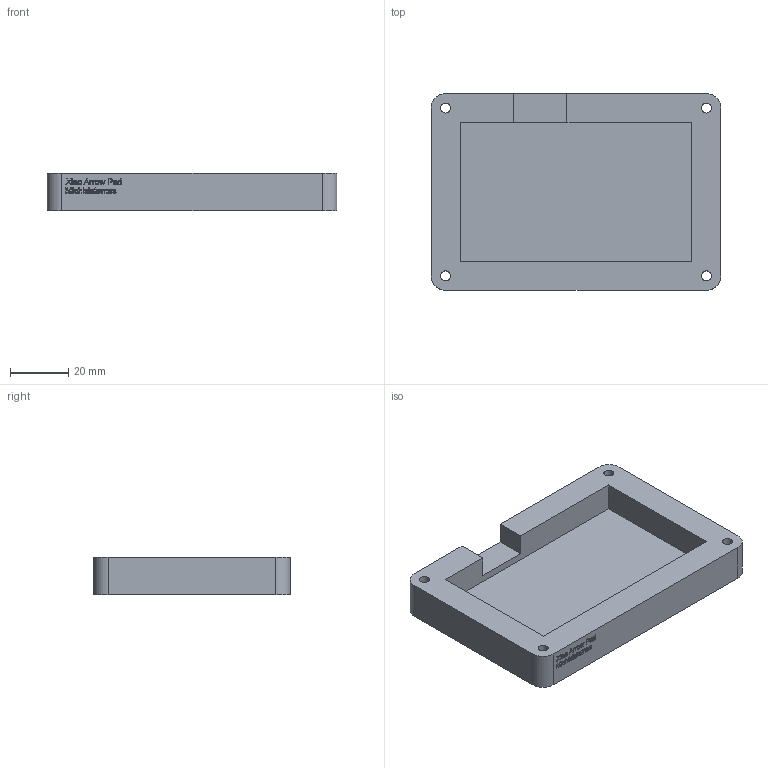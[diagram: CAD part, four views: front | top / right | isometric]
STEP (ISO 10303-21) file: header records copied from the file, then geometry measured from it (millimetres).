
FILE_DESCRIPTION(/* description */ (''),/* implementation_level */ '2;1');
FILE_NAME(/* name */ 'Xiao Arrow Pad - BOTTOM.step',/* time_stamp */ '2026-01-26T23:35:43-05:00',/* author */ (''),/* organization */ (''),/* preprocessor_version */ 'ST-DEVELOPER v20.1',/* originating_system */ 'Autodesk Translation Framework v14.24.0.0',/* authorisation */ '');
FILE_SCHEMA (('AUTOMOTIVE_DESIGN { 1 0 10303 214 3 1 1 }'));
Length unit declared in the file: millimetre
Products named in the file (1): 2026-01-21-12-28-23-423
Bounding box: 99.73 x 67.71 x 13 mm (x, y, z)
Volume: 47356 mm3; surface area: 20831.6 mm2
Topology: 1 solids, 1 shells, 577 faces, 1599 edges, 1066 vertices
Faces by surface type: bspline 345, plane 220, cylinder 12
Full cylindrical faces by diameter (mm): 3.4 x4, 6 x4
Entity records: 21556 total; most frequent: CARTESIAN_POINT 9108, ORIENTED_EDGE 3198, EDGE_CURVE 1599, DIRECTION 1399, VERTEX_POINT 1066, LINE 885, VECTOR 885, B_SPLINE_CURVE_WITH_KNOTS 690
